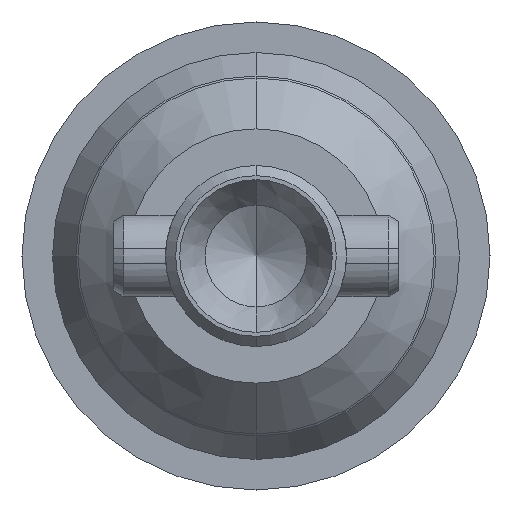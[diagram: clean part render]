
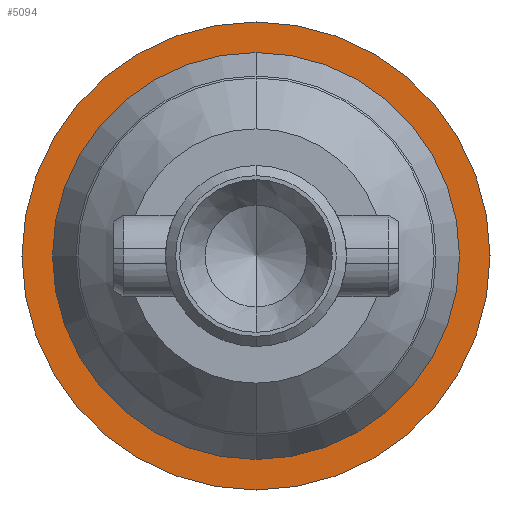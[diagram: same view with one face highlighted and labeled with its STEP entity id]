
A CAD part, front view. The second image highlights one B-rep face of the part: STEP entity #5094.
In plain terms, the highlighted planar face has unit normal (0, -1, 0).
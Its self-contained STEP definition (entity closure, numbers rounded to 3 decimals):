
#154 = EDGE_CURVE ( 'NONE', #4548, #791, #2705, .T. ) ;
#539 = AXIS2_PLACEMENT_3D ( 'NONE', #6431, #2272, #8505 ) ;
#610 = CARTESIAN_POINT ( 'NONE',  ( 0., -5.7, -2. ) ) ;
#791 = VERTEX_POINT ( 'NONE', #8801 ) ;
#909 = DIRECTION ( 'NONE',  ( 0., 1., 0. ) ) ;
#1123 = DIRECTION ( 'NONE',  ( 0., 1., 0. ) ) ;
#1371 = ORIENTED_EDGE ( 'NONE', *, *, #3987, .T. ) ;
#1713 = DIRECTION ( 'NONE',  ( 0., 0., -1. ) ) ;
#1775 = PLANE ( 'NONE',  #4325 ) ;
#1891 = AXIS2_PLACEMENT_3D ( 'NONE', #5751, #3037, #5100 ) ;
#2137 = ORIENTED_EDGE ( 'NONE', *, *, #154, .F. ) ;
#2272 = DIRECTION ( 'NONE',  ( 0., 1., 0. ) ) ;
#2395 = VERTEX_POINT ( 'NONE', #8398 ) ;
#2523 = EDGE_LOOP ( 'NONE', ( #2137, #7063 ) ) ;
#2705 = CIRCLE ( 'NONE', #1891, 2.3 ) ;
#2967 = AXIS2_PLACEMENT_3D ( 'NONE', #6553, #909, #5191 ) ;
#3037 = DIRECTION ( 'NONE',  ( 0., 1., 0. ) ) ;
#3189 = EDGE_LOOP ( 'NONE', ( #4272, #1371 ) ) ;
#3198 = FACE_OUTER_BOUND ( 'NONE', #2523, .T. ) ;
#3336 = AXIS2_PLACEMENT_3D ( 'NONE', #3365, #1123, #4656 ) ;
#3365 = CARTESIAN_POINT ( 'NONE',  ( 0., -5.7, 0. ) ) ;
#3987 = EDGE_CURVE ( 'NONE', #8364, #2395, #7852, .T. ) ;
#4083 = CIRCLE ( 'NONE', #539, 2.3 ) ;
#4093 = CARTESIAN_POINT ( 'NONE',  ( 0., -5.7, 2.3 ) ) ;
#4272 = ORIENTED_EDGE ( 'NONE', *, *, #6500, .T. ) ;
#4325 = AXIS2_PLACEMENT_3D ( 'NONE', #5993, #5203, #1713 ) ;
#4548 = VERTEX_POINT ( 'NONE', #4093 ) ;
#4656 = DIRECTION ( 'NONE',  ( 0., 0., 1. ) ) ;
#5094 = ADVANCED_FACE ( 'NONE', ( #6337, #3198 ), #1775, .T. ) ;
#5100 = DIRECTION ( 'NONE',  ( 0., 0., 1. ) ) ;
#5191 = DIRECTION ( 'NONE',  ( 0., 0., 1. ) ) ;
#5203 = DIRECTION ( 'NONE',  ( 0., -1., 0. ) ) ;
#5751 = CARTESIAN_POINT ( 'NONE',  ( 0., -5.7, 0. ) ) ;
#5993 = CARTESIAN_POINT ( 'NONE',  ( -2.3, -5.7, 0. ) ) ;
#6337 = FACE_BOUND ( 'NONE', #3189, .T. ) ;
#6431 = CARTESIAN_POINT ( 'NONE',  ( 0., -5.7, 0. ) ) ;
#6500 = EDGE_CURVE ( 'NONE', #2395, #8364, #7549, .T. ) ;
#6553 = CARTESIAN_POINT ( 'NONE',  ( 0., -5.7, 0. ) ) ;
#7063 = ORIENTED_EDGE ( 'NONE', *, *, #7855, .F. ) ;
#7549 = CIRCLE ( 'NONE', #3336, 2. ) ;
#7852 = CIRCLE ( 'NONE', #2967, 2. ) ;
#7855 = EDGE_CURVE ( 'NONE', #791, #4548, #4083, .T. ) ;
#8364 = VERTEX_POINT ( 'NONE', #610 ) ;
#8398 = CARTESIAN_POINT ( 'NONE',  ( 0., -5.7, 2. ) ) ;
#8505 = DIRECTION ( 'NONE',  ( 0., 0., 1. ) ) ;
#8801 = CARTESIAN_POINT ( 'NONE',  ( 0., -5.7, -2.3 ) ) ;
